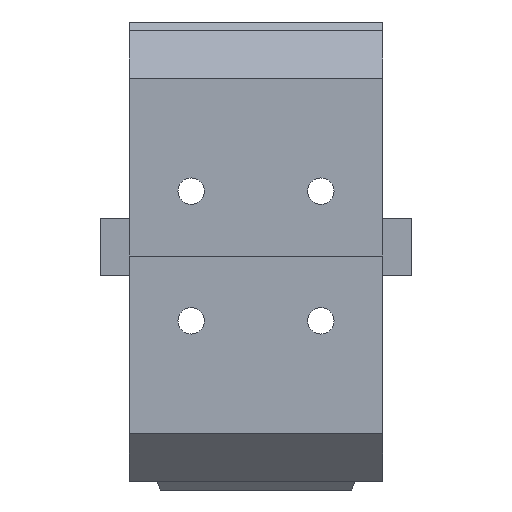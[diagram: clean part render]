
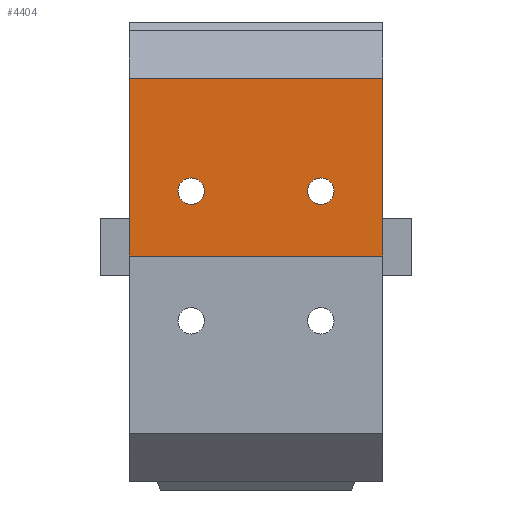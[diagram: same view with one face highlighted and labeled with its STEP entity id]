
A CAD part, front view. The second image highlights one B-rep face of the part: STEP entity #4404.
In plain terms, the highlighted planar face has unit normal (0, -1, 0).
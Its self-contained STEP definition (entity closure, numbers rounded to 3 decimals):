
#257=FACE_BOUND('',#861,.T.);
#258=FACE_BOUND('',#862,.T.);
#371=PLANE('',#4791);
#595=FACE_OUTER_BOUND('',#860,.T.);
#860=EDGE_LOOP('',(#3950,#3951,#3952,#3953));
#861=EDGE_LOOP('',(#3954,#3955));
#862=EDGE_LOOP('',(#3956,#3957));
#942=LINE('',#6084,#1326);
#984=LINE('',#6622,#1368);
#1241=LINE('',#9742,#1625);
#1242=LINE('',#9744,#1626);
#1326=VECTOR('',#5010,1.);
#1368=VECTOR('',#5078,1.);
#1625=VECTOR('',#5747,1.);
#1626=VECTOR('',#5750,1.);
#1739=CIRCLE('',#4595,2.35);
#1740=CIRCLE('',#4596,2.35);
#1742=CIRCLE('',#4599,2.35);
#1743=CIRCLE('',#4600,2.35);
#1866=VERTEX_POINT('',#6081);
#1867=VERTEX_POINT('',#6083);
#1936=VERTEX_POINT('',#6619);
#1937=VERTEX_POINT('',#6621);
#1954=VERTEX_POINT('',#6659);
#1955=VERTEX_POINT('',#6660);
#1957=VERTEX_POINT('',#6667);
#1958=VERTEX_POINT('',#6668);
#2307=EDGE_CURVE('',#1866,#1867,#942,.F.);
#2380=EDGE_CURVE('',#1937,#1936,#984,.F.);
#2399=EDGE_CURVE('',#1954,#1955,#1739,.T.);
#2400=EDGE_CURVE('',#1955,#1954,#1740,.T.);
#2403=EDGE_CURVE('',#1957,#1958,#1742,.T.);
#2404=EDGE_CURVE('',#1958,#1957,#1743,.T.);
#2809=EDGE_CURVE('',#1866,#1937,#1241,.F.);
#2810=EDGE_CURVE('',#1936,#1867,#1242,.T.);
#3950=ORIENTED_EDGE('',*,*,#2809,.T.);
#3951=ORIENTED_EDGE('',*,*,#2380,.T.);
#3952=ORIENTED_EDGE('',*,*,#2810,.T.);
#3953=ORIENTED_EDGE('',*,*,#2307,.F.);
#3954=ORIENTED_EDGE('',*,*,#2399,.T.);
#3955=ORIENTED_EDGE('',*,*,#2400,.T.);
#3956=ORIENTED_EDGE('',*,*,#2403,.T.);
#3957=ORIENTED_EDGE('',*,*,#2404,.T.);
#4404=ADVANCED_FACE('',(#595,#257,#258),#371,.F.);
#4595=AXIS2_PLACEMENT_3D('',#6661,#5109,#5110);
#4596=AXIS2_PLACEMENT_3D('',#6662,#5111,#5112);
#4599=AXIS2_PLACEMENT_3D('',#6669,#5118,#5119);
#4600=AXIS2_PLACEMENT_3D('',#6670,#5120,#5121);
#4791=AXIS2_PLACEMENT_3D('',#9743,#5748,#5749);
#5010=DIRECTION('',(0.,0.,1.));
#5078=DIRECTION('',(0.,0.,1.));
#5109=DIRECTION('center_axis',(0.,1.,0.));
#5110=DIRECTION('ref_axis',(0.,0.,-1.));
#5111=DIRECTION('center_axis',(0.,1.,0.));
#5112=DIRECTION('ref_axis',(0.,0.,-1.));
#5118=DIRECTION('center_axis',(0.,1.,0.));
#5119=DIRECTION('ref_axis',(0.,0.,-1.));
#5120=DIRECTION('center_axis',(0.,1.,0.));
#5121=DIRECTION('ref_axis',(0.,0.,-1.));
#5747=DIRECTION('',(1.,0.,0.));
#5748=DIRECTION('center_axis',(0.,1.,0.));
#5749=DIRECTION('ref_axis',(0.,0.,1.));
#5750=DIRECTION('',(1.,0.,0.));
#6081=CARTESIAN_POINT('',(22.5,-12.,31.5));
#6083=CARTESIAN_POINT('',(22.5,-12.,0.));
#6084=CARTESIAN_POINT('',(22.5,-12.,15.75));
#6619=CARTESIAN_POINT('',(-22.5,-12.,0.));
#6621=CARTESIAN_POINT('',(-22.5,-12.,31.5));
#6622=CARTESIAN_POINT('',(-22.5,-12.,15.75));
#6659=CARTESIAN_POINT('',(-9.15,-12.,11.5));
#6660=CARTESIAN_POINT('',(-13.85,-12.,11.5));
#6661=CARTESIAN_POINT('Origin',(-11.5,-12.,11.5));
#6662=CARTESIAN_POINT('Origin',(-11.5,-12.,11.5));
#6667=CARTESIAN_POINT('',(9.15,-12.,11.5));
#6668=CARTESIAN_POINT('',(13.85,-12.,11.5));
#6669=CARTESIAN_POINT('Origin',(11.5,-12.,11.5));
#6670=CARTESIAN_POINT('Origin',(11.5,-12.,11.5));
#9742=CARTESIAN_POINT('',(0.,-12.,31.5));
#9743=CARTESIAN_POINT('Origin',(0.,-12.,0.));
#9744=CARTESIAN_POINT('',(0.,-12.,0.));
